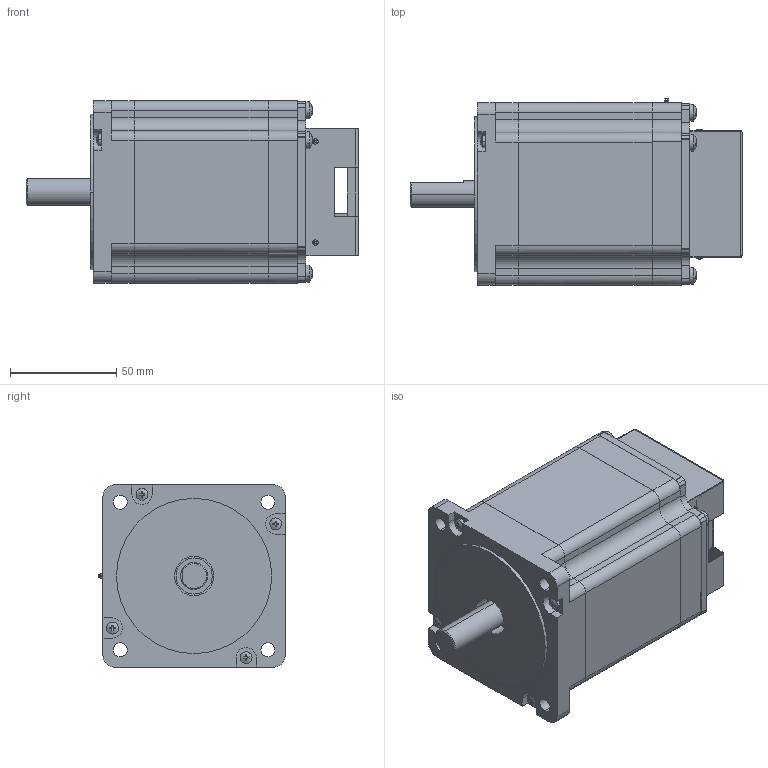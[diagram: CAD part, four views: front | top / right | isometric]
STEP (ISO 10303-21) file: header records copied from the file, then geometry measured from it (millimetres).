
FILE_DESCRIPTION (( 'STEP AP214' ), '1' );
FILE_NAME ('PD86-3-1378.STEP', '2020-11-12T20:01:20', ( '' ), ( '' ), 'SwSTEP 2.0', 'SolidWorks 2020', '' );
FILE_SCHEMA (( 'AUTOMOTIVE_DESIGN' ));
Length unit declared in the file: millimetre
Products named in the file (13): Part9^TMCM-1278.step; TMCM-1378_Full_Assembly; TMCM-1260_NEMA34_adapter_plate_4mm; pan head cross recess screw_iso_ISO 7045 - M4 x 6 - Z - 6N; TMCM-1378-PCB.step; uid__9223372036912302815.step; Base.step; QSH8618-96-55-700; parallel pin unhardened_iso_ISO 2338 - 1.5 m6 x 8 - St.step; Cover.step; PD86-3-1378; socket head cap screw_iso_ISO 4762 M3 x 6 - 6C.step; TMCM_1361_din_iso_7049_st2_2x4_5_c_h.step
Assembly tree (23 placements, depth 4):
  PD86-3-1378
    QSH8618-96-55-700
    TMCM-1260_NEMA34_adapter_plate_4mm
    pan head cross recess screw_iso_ISO 7045 - M4 x 6 - Z - 6N  x4
    TMCM-1378_Full_Assembly
      TMCM-1378-PCB.step
        uid__9223372036912302815.step
      Base.step
      Cover.step
      TMCM_1361_din_iso_7049_st2_2x4_5_c_h.step  x4
      socket head cap screw_iso_ISO 4762 M3 x 6 - 6C.step  x4
      Part9^TMCM-1278.step  x2
      parallel pin unhardened_iso_ISO 2338 - 1.5 m6 x 8 - St.step  x2
Bounding box: 156.25 x 87.8 x 85.85 mm (x, y, z)
Volume: 571424.4 mm3; surface area: 140935.9 mm2
Topology: 21 solids, 46 shells, 1249 faces, 3160 edges, 2013 vertices
Faces by surface type: plane 595, cylinder 429, cone 87, bspline 82, torus 40, sphere 16
Entity records: 36042 total; most frequent: CARTESIAN_POINT 10800, ORIENTED_EDGE 4844, DIRECTION 4819, EDGE_CURVE 2422, AXIS2_PLACEMENT_3D 1749, VERTEX_POINT 1574, LINE 1321, VECTOR 1321
